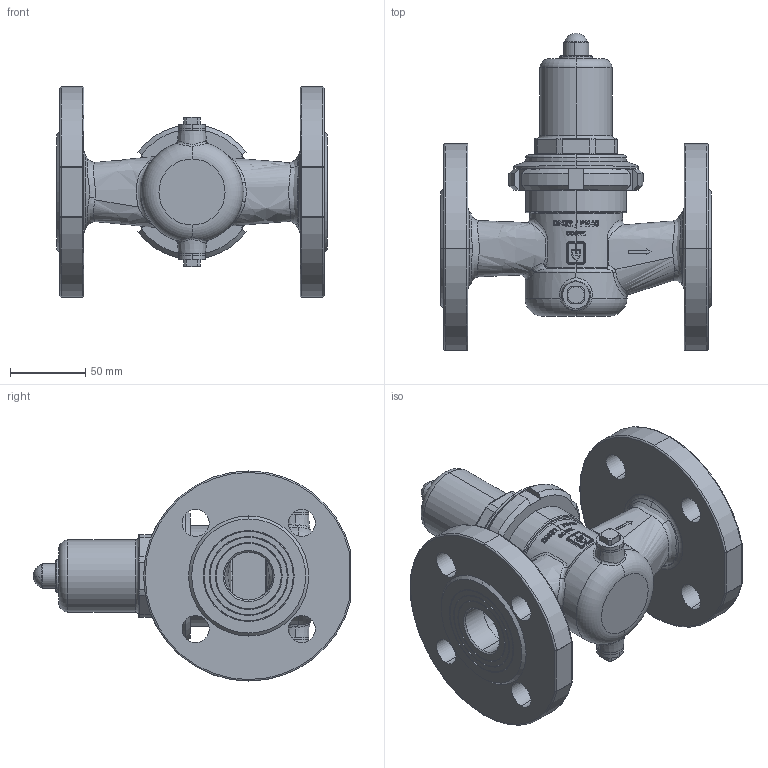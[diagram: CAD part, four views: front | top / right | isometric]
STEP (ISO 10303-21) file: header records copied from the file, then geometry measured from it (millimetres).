
FILE_DESCRIPTION (( 'STEP AP214' ), '1' );
FILE_NAME ('682 LP 32 Dummy.STEP', '2010-08-09T12:24:08', ( '' ), ( '' ), 'SwSTEP 2.0', 'SolidWorks 2010', '' );
FILE_SCHEMA (( 'AUTOMOTIVE_DESIGN' ));
Length unit declared in the file: millimetre
Products named in the file (1): 682 LP 32 Dummy
Bounding box: 180 x 211.5 x 140 mm (x, y, z)
Volume: 680363.8 mm3; surface area: 202252.8 mm2
Topology: 9 solids, 9 shells, 1101 faces, 2771 edges, 1743 vertices
Faces by surface type: plane 368, cylinder 269, bspline 222, cone 131, torus 95, sphere 16
Entity records: 62720 total; most frequent: CARTESIAN_POINT 26442, ORIENTED_EDGE 5490, DIRECTION 4371, EDGE_CURVE 2745, VERTEX_POINT 1743, AXIS2_PLACEMENT_3D 1698, EDGE_LOOP 1218, UNCERTAINTY_MEASURE_WITH_UNIT 1112
